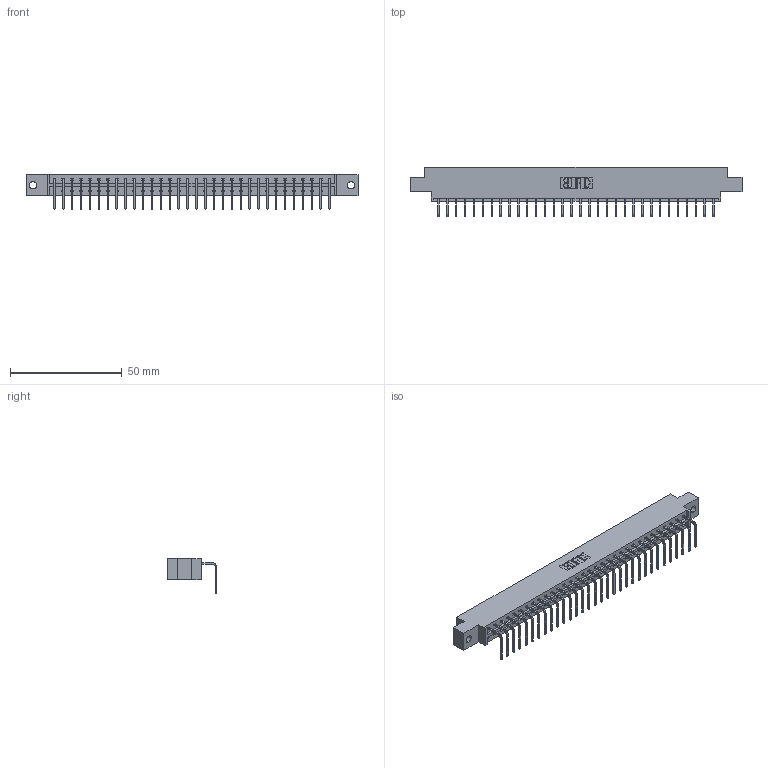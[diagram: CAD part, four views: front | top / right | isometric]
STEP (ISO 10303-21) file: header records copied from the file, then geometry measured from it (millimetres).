
FILE_DESCRIPTION (( 'STEP AP203' ), '1' );
FILE_NAME ('333-032-558-602.STEP', '2018-08-02T20:41:24', ( '' ), ( '' ), 'SwSTEP 2.0', 'SolidWorks 2016', '' );
FILE_SCHEMA (( 'CONFIG_CONTROL_DESIGN' ));
Length unit declared in the file: inch
Products named in the file (3): 333 Part_Offset - .128 Dia; 345-292-001_558 Tail - 2; 333-032-558-602
Assembly tree (33 placements, depth 2):
  333-032-558-602
    333 Part_Offset - .128 Dia
    345-292-001_558 Tail - 2  x32
Bounding box: 148.34 x 22.17 x 15.37 mm (x, y, z)
Volume: 14682.9 mm3; surface area: 16400.8 mm2
Topology: 33 solids, 33 shells, 2038 faces, 6147 edges, 4054 vertices
Faces by surface type: plane 1482, cylinder 556
Entity records: 21075 total; most frequent: CARTESIAN_POINT 3646, ORIENTED_EDGE 3614, DIRECTION 3095, EDGE_CURVE 1807, LINE 1679, VECTOR 1679, VERTEX_POINT 1202, AXIS2_PLACEMENT_3D 708
